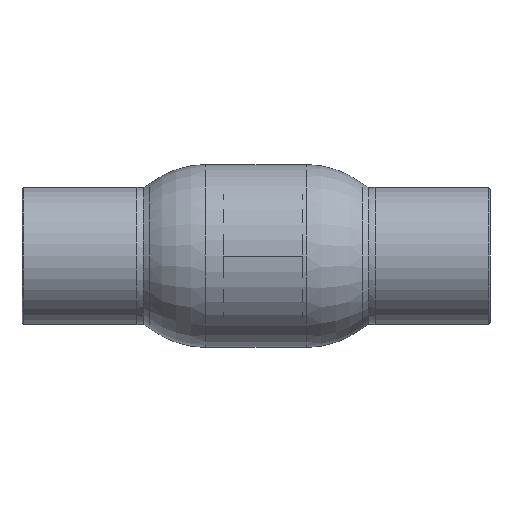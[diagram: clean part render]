
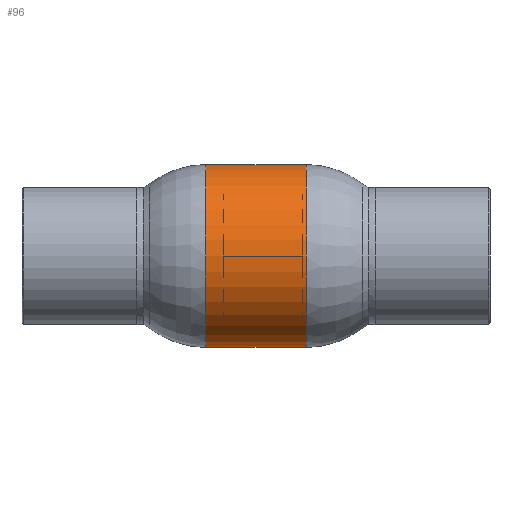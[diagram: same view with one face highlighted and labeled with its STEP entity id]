
A CAD part, front view. The second image highlights one B-rep face of the part: STEP entity #96.
In plain terms, the highlighted cylindrical face has radius 76.2 mm (diameter 152.4 mm), a partial arc.
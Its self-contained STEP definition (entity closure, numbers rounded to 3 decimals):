
#74 = ORIENTED_EDGE ( 'NONE', *, *, #261, .T. ) ;
#75 = VERTEX_POINT ( 'NONE', #1107 ) ;
#76 = VERTEX_POINT ( 'NONE', #1157 ) ;
#81 = ORIENTED_EDGE ( 'NONE', *, *, #258, .F. ) ;
#82 = ORIENTED_EDGE ( 'NONE', *, *, #95, .T. ) ;
#95 = EDGE_CURVE ( 'NONE', #145, #152, #1094, .T. ) ;
#96 = ADVANCED_FACE ( 'NONE', ( #1073 ), #1058, .T. ) ;
#97 = EDGE_LOOP ( 'NONE', ( #81, #82, #74, #128 ) ) ;
#126 = EDGE_CURVE ( 'NONE', #76, #75, #1267, .T. ) ;
#128 = ORIENTED_EDGE ( 'NONE', *, *, #126, .F. ) ;
#145 = VERTEX_POINT ( 'NONE', #1529 ) ;
#152 = VERTEX_POINT ( 'NONE', #1445 ) ;
#258 = EDGE_CURVE ( 'NONE', #145, #76, #3085, .T. ) ;
#261 = EDGE_CURVE ( 'NONE', #152, #75, #3081, .T. ) ;
#1053 = DIRECTION ( 'NONE',  ( 0., 0., 1. ) ) ;
#1054 = DIRECTION ( 'NONE',  ( -1., 0., 0. ) ) ;
#1055 = CARTESIAN_POINT ( 'NONE',  ( -101.314, 0., 0. ) ) ;
#1056 = AXIS2_PLACEMENT_3D ( 'NONE', #1055, #1054, #1053 ) ;
#1058 = CYLINDRICAL_SURFACE ( 'NONE', #1056, 76.2 ) ;
#1073 = FACE_OUTER_BOUND ( 'NONE', #97, .T. ) ;
#1074 = DIRECTION ( 'NONE',  ( 0., 0., 1. ) ) ;
#1086 = DIRECTION ( 'NONE',  ( -1., 0., 0. ) ) ;
#1087 = CARTESIAN_POINT ( 'NONE',  ( 41.855, 0., 0. ) ) ;
#1088 = AXIS2_PLACEMENT_3D ( 'NONE', #1087, #1086, #1074 ) ;
#1094 = CIRCLE ( 'NONE', #1088, 76.2 ) ;
#1107 = CARTESIAN_POINT ( 'NONE',  ( -41.855, 0., 76.2 ) ) ;
#1157 = CARTESIAN_POINT ( 'NONE',  ( -41.855, 0., -76.2 ) ) ;
#1263 = DIRECTION ( 'NONE',  ( 0., 0., 1. ) ) ;
#1264 = DIRECTION ( 'NONE',  ( -1., 0., 0. ) ) ;
#1265 = CARTESIAN_POINT ( 'NONE',  ( -41.855, 0., 0. ) ) ;
#1266 = AXIS2_PLACEMENT_3D ( 'NONE', #1265, #1264, #1263 ) ;
#1267 = CIRCLE ( 'NONE', #1266, 76.2 ) ;
#1445 = CARTESIAN_POINT ( 'NONE',  ( 41.855, 0., 76.2 ) ) ;
#1529 = CARTESIAN_POINT ( 'NONE',  ( 41.855, 0., -76.2 ) ) ;
#3078 = DIRECTION ( 'NONE',  ( -1., 0., 0. ) ) ;
#3079 = VECTOR ( 'NONE', #3078, 1000. ) ;
#3080 = CARTESIAN_POINT ( 'NONE',  ( -101.314, 0., 76.2 ) ) ;
#3081 = LINE ( 'NONE', #3080, #3079 ) ;
#3082 = DIRECTION ( 'NONE',  ( -1., 0., 0. ) ) ;
#3083 = VECTOR ( 'NONE', #3082, 1000. ) ;
#3084 = CARTESIAN_POINT ( 'NONE',  ( -101.314, 0., -76.2 ) ) ;
#3085 = LINE ( 'NONE', #3084, #3083 ) ;
